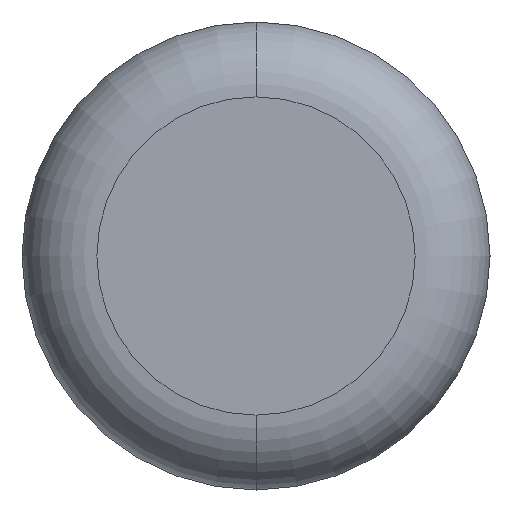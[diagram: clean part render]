
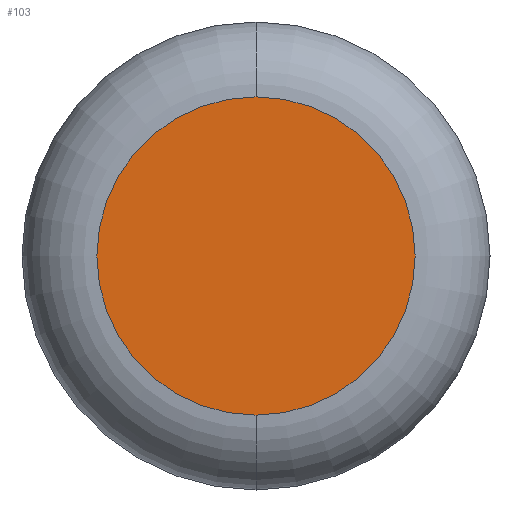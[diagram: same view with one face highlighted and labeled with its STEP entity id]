
A CAD part, front view. The second image highlights one B-rep face of the part: STEP entity #103.
In plain terms, the highlighted planar face has unit normal (0, -1, 0).
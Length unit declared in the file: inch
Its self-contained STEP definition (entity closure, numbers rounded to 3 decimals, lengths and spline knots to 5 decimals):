
#12 = EDGE_CURVE ( 'NONE', #360, #233, #185, .T. ) ;
#41 = AXIS2_PLACEMENT_3D ( 'NONE', #180, #128, #301 ) ;
#65 = DIRECTION ( 'NONE',  ( 0., 0., -1. ) ) ;
#69 = DIRECTION ( 'NONE',  ( 0., 0., -1. ) ) ;
#98 = FACE_OUTER_BOUND ( 'NONE', #160, .T. ) ;
#103 = ADVANCED_FACE ( 'NONE', ( #98 ), #222, .T. ) ;
#110 = EDGE_CURVE ( 'NONE', #233, #360, #342, .T. ) ;
#128 = DIRECTION ( 'NONE',  ( 0., -1., 0. ) ) ;
#149 = ORIENTED_EDGE ( 'NONE', *, *, #110, .T. ) ;
#160 = EDGE_LOOP ( 'NONE', ( #364, #149 ) ) ;
#172 = AXIS2_PLACEMENT_3D ( 'NONE', #282, #286, #69 ) ;
#180 = CARTESIAN_POINT ( 'NONE',  ( 0., 0., 0. ) ) ;
#185 = CIRCLE ( 'NONE', #41, 0.1275 ) ;
#222 = PLANE ( 'NONE',  #394 ) ;
#233 = VERTEX_POINT ( 'NONE', #292 ) ;
#252 = CARTESIAN_POINT ( 'NONE',  ( 0., 0., 0. ) ) ;
#282 = CARTESIAN_POINT ( 'NONE',  ( 0., 0., 0. ) ) ;
#286 = DIRECTION ( 'NONE',  ( 0., -1., 0. ) ) ;
#292 = CARTESIAN_POINT ( 'NONE',  ( 0., 0., 0.1275 ) ) ;
#301 = DIRECTION ( 'NONE',  ( 0., 0., -1. ) ) ;
#339 = CARTESIAN_POINT ( 'NONE',  ( 0., 0., -0.1275 ) ) ;
#342 = CIRCLE ( 'NONE', #172, 0.1275 ) ;
#360 = VERTEX_POINT ( 'NONE', #339 ) ;
#364 = ORIENTED_EDGE ( 'NONE', *, *, #12, .T. ) ;
#375 = DIRECTION ( 'NONE',  ( 0., -1., 0. ) ) ;
#394 = AXIS2_PLACEMENT_3D ( 'NONE', #252, #375, #65 ) ;
